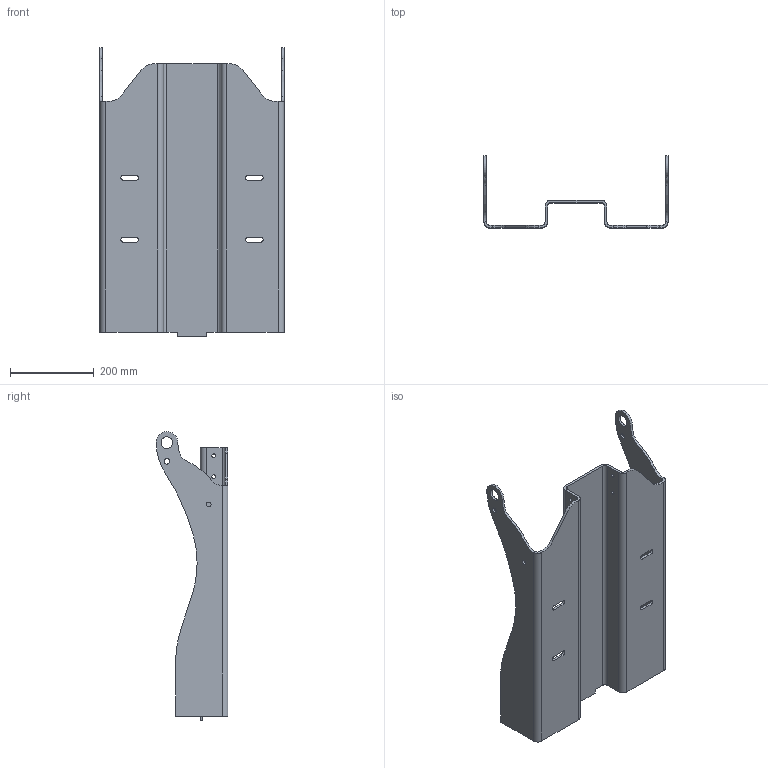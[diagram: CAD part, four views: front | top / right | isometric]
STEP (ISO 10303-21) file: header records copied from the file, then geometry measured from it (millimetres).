
FILE_DESCRIPTION (( 'STEP AP214' ), '1' );
FILE_NAME ('100004.A.support moteur.STEP', '2018-07-01T14:33:28', ( '' ), ( '' ), 'SwSTEP 2.0', 'SolidWorks 2015', '' );
FILE_SCHEMA (( 'AUTOMOTIVE_DESIGN' ));
Length unit declared in the file: millimetre
Products named in the file (1): 100004.A.support moteur
Bounding box: 440 x 171.99 x 689.99 mm (x, y, z)
Volume: 2704989.6 mm3; surface area: 926159.9 mm2
Topology: 1 solids, 1 shells, 112 faces, 306 edges, 196 vertices
Faces by surface type: cylinder 64, plane 48
Entity records: 3656 total; most frequent: DIRECTION 660, CARTESIAN_POINT 615, ORIENTED_EDGE 612, EDGE_CURVE 306, AXIS2_PLACEMENT_3D 241, VERTEX_POINT 196, VECTOR 178, LINE 178
